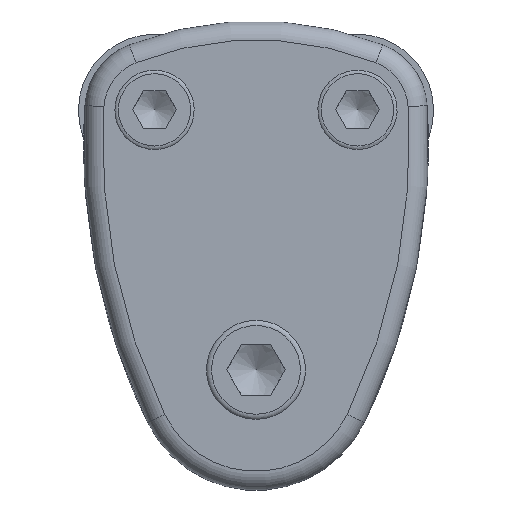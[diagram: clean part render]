
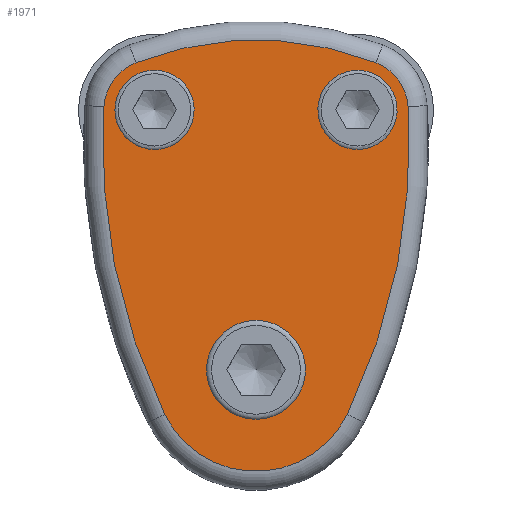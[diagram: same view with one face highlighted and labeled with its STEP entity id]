
A CAD part, top view. The second image highlights one B-rep face of the part: STEP entity #1971.
In plain terms, the highlighted planar face has unit normal (0, 0, 1).
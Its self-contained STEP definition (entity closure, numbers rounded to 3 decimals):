
#319=PLANE('',#2158);
#383=FACE_BOUND('',#648,.T.);
#384=FACE_BOUND('',#649,.T.);
#385=FACE_BOUND('',#650,.T.);
#474=FACE_OUTER_BOUND('',#647,.T.);
#647=EDGE_LOOP('',(#1576,#1577,#1578,#1579,#1580,#1581));
#648=EDGE_LOOP('',(#1582));
#649=EDGE_LOOP('',(#1583));
#650=EDGE_LOOP('',(#1584));
#774=CIRCLE('',#2153,7.8);
#775=CIRCLE('',#2155,6.25);
#776=CIRCLE('',#2157,6.25);
#777=CIRCLE('',#2159,8.);
#778=CIRCLE('',#2160,52.);
#779=CIRCLE('',#2161,8.);
#780=CIRCLE('',#2162,97.);
#781=CIRCLE('',#2163,16.);
#782=CIRCLE('',#2164,97.);
#957=VERTEX_POINT('',#3301);
#958=VERTEX_POINT('',#3304);
#959=VERTEX_POINT('',#3307);
#960=VERTEX_POINT('',#3310);
#961=VERTEX_POINT('',#3311);
#962=VERTEX_POINT('',#3313);
#963=VERTEX_POINT('',#3315);
#964=VERTEX_POINT('',#3317);
#965=VERTEX_POINT('',#3319);
#1178=EDGE_CURVE('',#957,#957,#774,.T.);
#1179=EDGE_CURVE('',#958,#958,#775,.T.);
#1180=EDGE_CURVE('',#959,#959,#776,.T.);
#1181=EDGE_CURVE('',#960,#961,#777,.T.);
#1182=EDGE_CURVE('',#962,#960,#778,.T.);
#1183=EDGE_CURVE('',#963,#962,#779,.T.);
#1184=EDGE_CURVE('',#964,#963,#780,.T.);
#1185=EDGE_CURVE('',#965,#964,#781,.T.);
#1186=EDGE_CURVE('',#961,#965,#782,.T.);
#1576=ORIENTED_EDGE('',*,*,#1181,.F.);
#1577=ORIENTED_EDGE('',*,*,#1182,.F.);
#1578=ORIENTED_EDGE('',*,*,#1183,.F.);
#1579=ORIENTED_EDGE('',*,*,#1184,.F.);
#1580=ORIENTED_EDGE('',*,*,#1185,.F.);
#1581=ORIENTED_EDGE('',*,*,#1186,.F.);
#1582=ORIENTED_EDGE('',*,*,#1179,.T.);
#1583=ORIENTED_EDGE('',*,*,#1178,.T.);
#1584=ORIENTED_EDGE('',*,*,#1180,.T.);
#1971=ADVANCED_FACE('',(#474,#383,#384,#385),#319,.T.);
#2153=AXIS2_PLACEMENT_3D('',#3302,#2574,#2575);
#2155=AXIS2_PLACEMENT_3D('',#3305,#2578,#2579);
#2157=AXIS2_PLACEMENT_3D('',#3308,#2582,#2583);
#2158=AXIS2_PLACEMENT_3D('',#3309,#2584,#2585);
#2159=AXIS2_PLACEMENT_3D('',#3312,#2586,#2587);
#2160=AXIS2_PLACEMENT_3D('',#3314,#2588,#2589);
#2161=AXIS2_PLACEMENT_3D('',#3316,#2590,#2591);
#2162=AXIS2_PLACEMENT_3D('',#3318,#2592,#2593);
#2163=AXIS2_PLACEMENT_3D('',#3320,#2594,#2595);
#2164=AXIS2_PLACEMENT_3D('',#3321,#2596,#2597);
#2574=DIRECTION('center_axis',(0.,0.,
-1.));
#2575=DIRECTION('ref_axis',(1.,0.,0.));
#2578=DIRECTION('center_axis',(0.,0.,
-1.));
#2579=DIRECTION('ref_axis',(0.365,-0.931,0.));
#2582=DIRECTION('center_axis',(0.,0.,
-1.));
#2583=DIRECTION('ref_axis',(0.971,-0.24,0.));
#2584=DIRECTION('center_axis',(0.,0.,
1.));
#2585=DIRECTION('ref_axis',(1.,0.,0.));
#2586=DIRECTION('center_axis',(0.,0.,-1.));
#2587=DIRECTION('ref_axis',(0.808,0.589,0.));
#2588=DIRECTION('center_axis',(0.,0.,-1.));
#2589=DIRECTION('ref_axis',(0.,1.,0.));
#2590=DIRECTION('center_axis',(0.,0.,-1.));
#2591=DIRECTION('ref_axis',(-0.808,0.589,0.));
#2592=DIRECTION('center_axis',(0.,0.,-1.));
#2593=DIRECTION('ref_axis',(-0.981,-0.194,0.));
#2594=DIRECTION('center_axis',(0.,0.,-1.));
#2595=DIRECTION('ref_axis',(0.,-1.,0.));
#2596=DIRECTION('center_axis',(0.,0.,-1.));
#2597=DIRECTION('ref_axis',(0.981,-0.194,0.));
#3301=CARTESIAN_POINT('',(-7.8,0.,17.));
#3302=CARTESIAN_POINT('Origin',(0.,0.,
17.));
#3304=CARTESIAN_POINT('',(-18.28,46.807,17.));
#3305=CARTESIAN_POINT('Origin',(-16.,40.988,17.));
#3307=CARTESIAN_POINT('',(9.933,42.489,17.));
#3308=CARTESIAN_POINT('Origin',(16.,40.988,17.));
#3309=CARTESIAN_POINT('Origin',(-8.95,0.,
17.));
#3310=CARTESIAN_POINT('',(18.909,48.44,17.));
#3311=CARTESIAN_POINT('',(23.985,41.485,17.));
#3312=CARTESIAN_POINT('Origin',(16.,40.988,17.));
#3313=CARTESIAN_POINT('',(-18.909,48.44,17.));
#3314=CARTESIAN_POINT('Origin',(0.,0.,17.));
#3315=CARTESIAN_POINT('',(-23.985,41.485,17.));
#3316=CARTESIAN_POINT('Origin',(-16.,40.988,17.));
#3317=CARTESIAN_POINT('',(-14.386,-7.004,17.));
#3318=CARTESIAN_POINT('Origin',(72.828,35.456,17.));
#3319=CARTESIAN_POINT('',(14.386,-7.004,17.));
#3320=CARTESIAN_POINT('Origin',(0.,0.,17.));
#3321=CARTESIAN_POINT('Origin',(-72.828,35.456,17.));
